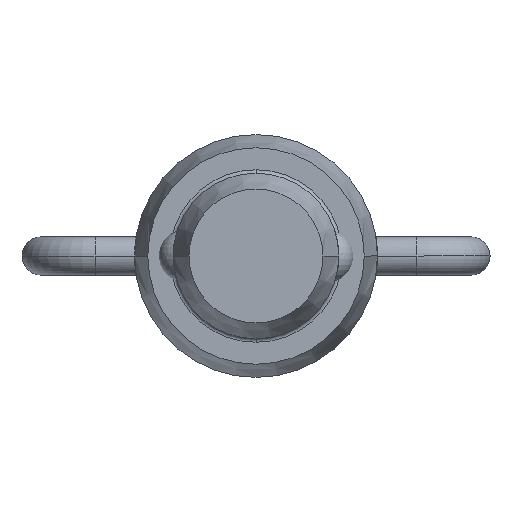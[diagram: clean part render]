
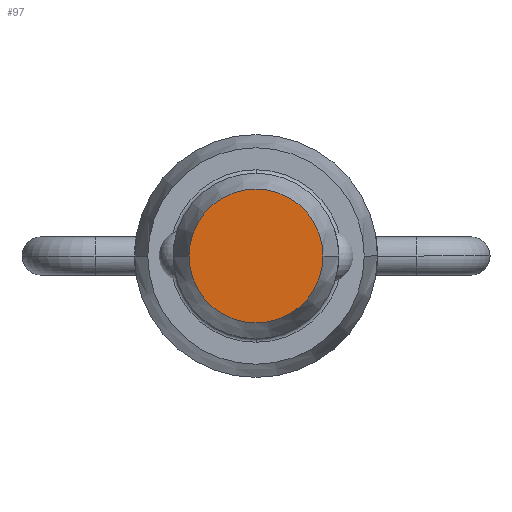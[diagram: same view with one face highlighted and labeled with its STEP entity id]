
A CAD part, front view. The second image highlights one B-rep face of the part: STEP entity #97.
In plain terms, the highlighted planar face has unit normal (0, -1, 0).
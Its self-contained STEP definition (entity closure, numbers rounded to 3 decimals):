
#97=ADVANCED_FACE('',(#214),#215,.T.);
#214=FACE_OUTER_BOUND('',#347,.T.);
#215=PLANE('',#348);
#347=EDGE_LOOP('',(#567,#568));
#348=AXIS2_PLACEMENT_3D('',#569,#570,#571);
#567=ORIENTED_EDGE('',*,*,#843,.T.);
#568=ORIENTED_EDGE('',*,*,#870,.T.);
#569=CARTESIAN_POINT('',(-2.381,-37.211,0.0));
#570=DIRECTION('',(0.,-1.0,0.0));
#571=DIRECTION('',(1.0,0.,0.0));
#843=EDGE_CURVE('',#1018,#1021,#1023,.T.);
#870=EDGE_CURVE('',#1021,#1018,#1065,.T.);
#1018=VERTEX_POINT('',#1304);
#1021=VERTEX_POINT('',#1308);
#1023=CIRCLE('',#1311,3.853);
#1065=CIRCLE('',#1357,3.853);
#1304=CARTESIAN_POINT('',(-3.853,-37.211,0.0));
#1308=CARTESIAN_POINT('',(3.853,-37.211,0.));
#1311=AXIS2_PLACEMENT_3D('',#1630,#1631,#1632);
#1357=AXIS2_PLACEMENT_3D('',#1682,#1683,#1684);
#1630=CARTESIAN_POINT('',(0.0,-37.211,0.0));
#1631=DIRECTION('',(0.,-1.0,0.0));
#1632=DIRECTION('',(-1.0,0.,0.0));
#1682=CARTESIAN_POINT('',(0.0,-37.211,0.0));
#1683=DIRECTION('',(0.,-1.0,0.0));
#1684=DIRECTION('',(-1.0,0.,0.0));
